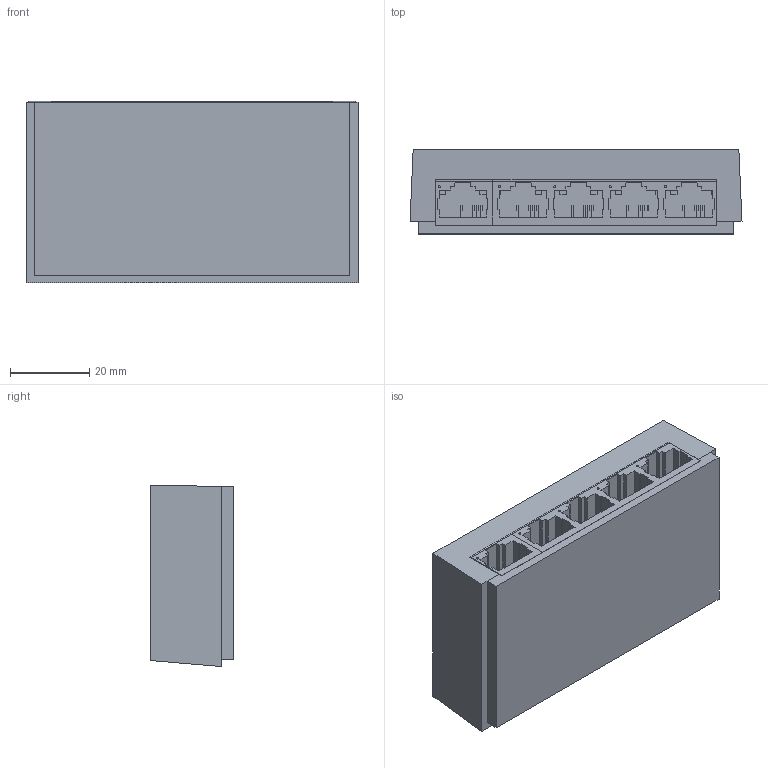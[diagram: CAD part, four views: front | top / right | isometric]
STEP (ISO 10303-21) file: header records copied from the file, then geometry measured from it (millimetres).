
FILE_DESCRIPTION(/* description */ (''),/* implementation_level */ '2;1');
FILE_NAME(/* name */ 'TP-Link LS1005 v2.step',/* time_stamp */ '2022-12-01T16:20:12+01:00',/* author */ (''),/* organization */ (''),/* preprocessor_version */ 'ST-DEVELOPER v19.2',/* originating_system */ 'Autodesk Translation Framework v11.17.0.187',/* authorisation */ '');
FILE_SCHEMA (('AUTOMOTIVE_DESIGN { 1 0 10303 214 3 1 1 }'));
Length unit declared in the file: millimetre
Products named in the file (2): TP-Link LS1005; 5portsRJ45
Assembly tree (1 placements, depth 2):
  TP-Link LS1005
    5portsRJ45
Bounding box: 83.8 x 21.2 x 45.72 mm (x, y, z)
Volume: 80869.9 mm3; surface area: 23410.3 mm2
Topology: 2 solids, 2 shells, 268 faces, 749 edges, 497 vertices
Faces by surface type: plane 262, cylinder 6
Full cylindrical faces by diameter (mm): 0.508 x5, 4 x1
Entity records: 8857 total; most frequent: CARTESIAN_POINT 1517, ORIENTED_EDGE 1498, DIRECTION 1303, EDGE_CURVE 749, LINE 737, VECTOR 737, VERTEX_POINT 497, EDGE_LOOP 320
